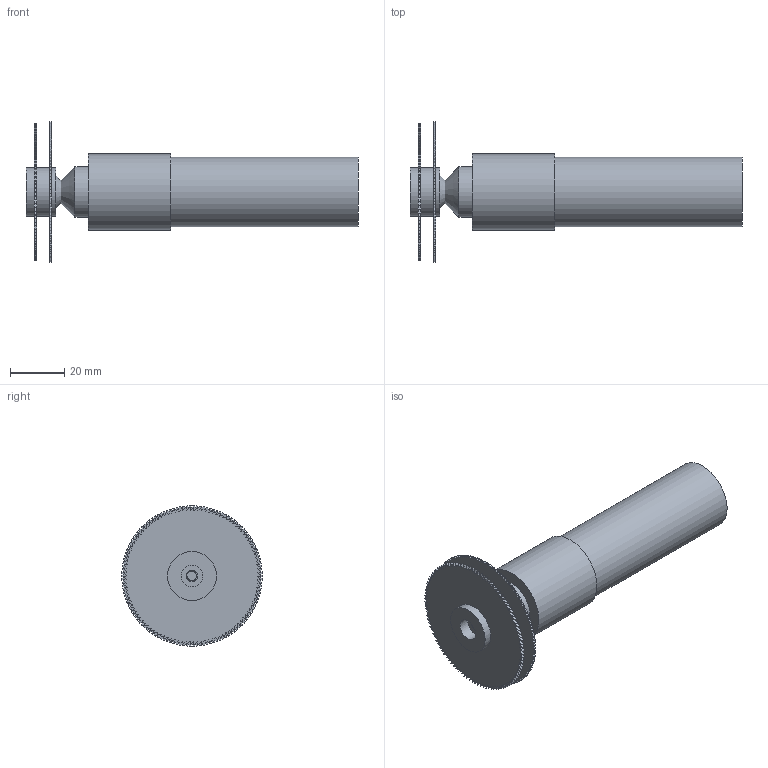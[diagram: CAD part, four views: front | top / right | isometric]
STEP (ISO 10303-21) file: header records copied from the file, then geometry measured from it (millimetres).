
FILE_DESCRIPTION(/* description */ (''),/* implementation_level */ '2;1');
FILE_NAME(/* name */ 'standinrotoforgespindle v5.step',/* time_stamp */ '2025-11-15T13:47:10-08:00',/* author */ (''),/* organization */ (''),/* preprocessor_version */ 'ST-DEVELOPER v20.1',/* originating_system */ 'Autodesk Translation Framework v14.17.0.0',/* authorisation */ '');
FILE_SCHEMA (('AUTOMOTIVE_DESIGN { 1 0 10303 214 3 1 1 }'));
Length unit declared in the file: millimetre
Products named in the file (6): standinrotoforgespindle; roughgeometricplaceholderrotarygrinder; RotoforgewheelV9; RotoforgeArbor; 3044A65_Smooth-Finish Slitting Saw; sawbladeclamparborend
Assembly tree (5 placements, depth 2):
  standinrotoforgespindle
    roughgeometricplaceholderrotarygrinder
    RotoforgewheelV9
    RotoforgeArbor
    3044A65_Smooth-Finish Slitting Saw
    sawbladeclamparborend
Bounding box: 122.27 x 51.7 x 51.7 mm (x, y, z)
Volume: 62875.2 mm3; surface area: 20941.4 mm2
Topology: 5 solids, 5 shells, 882 faces, 2591 edges, 1726 vertices
Faces by surface type: plane 498, cylinder 378, cone 3, bspline 2, torus 1
Full cylindrical faces by diameter (mm): 3.332 x4, 4.109 x1, 4.3 x1, 6 x1, 6.4 x1, 8 x1, 12.7 x2, 12.8 x1, 18 x2, 18.64 x1, 25.6 x1, 28 x1
Entity records: 30706 total; most frequent: CARTESIAN_POINT 6391, ORIENTED_EDGE 5180, DIRECTION 5071, EDGE_CURVE 2590, LINE 1819, VECTOR 1819, VERTEX_POINT 1726, AXIS2_PLACEMENT_3D 1626
